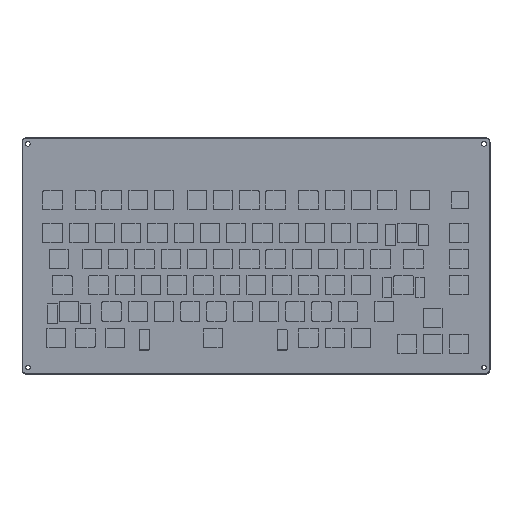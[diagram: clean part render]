
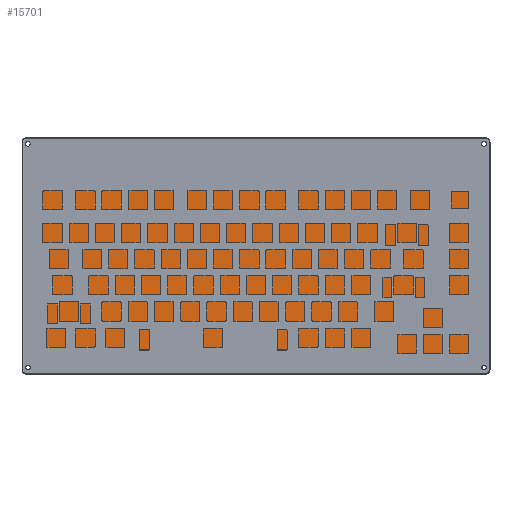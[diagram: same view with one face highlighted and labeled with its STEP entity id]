
A CAD part, top view. The second image highlights one B-rep face of the part: STEP entity #15701.
In plain terms, the highlighted planar face has unit normal (0, 0, 1).
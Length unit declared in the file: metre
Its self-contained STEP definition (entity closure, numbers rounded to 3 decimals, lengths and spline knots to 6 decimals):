
#5640=ORIENTED_EDGE('',*,*,#7986,.F.);
#5641=ORIENTED_EDGE('',*,*,#7967,.T.);
#5642=ORIENTED_EDGE('',*,*,#7964,.T.);
#5643=ORIENTED_EDGE('',*,*,#7992,.F.);
#7964=EDGE_CURVE('',#9520,#9519,#11027,.T.);
#7967=EDGE_CURVE('',#9522,#9520,#11030,.T.);
#7986=EDGE_CURVE('',#9522,#9538,#11045,.T.);
#7992=EDGE_CURVE('',#9538,#9519,#11051,.T.);
#9519=VERTEX_POINT('',#26366);
#9520=VERTEX_POINT('',#26368);
#9522=VERTEX_POINT('',#26374);
#9538=VERTEX_POINT('',#26409);
#11027=LINE('',#26367,#12540);
#11030=LINE('',#26373,#12543);
#11045=LINE('',#26411,#12558);
#11051=LINE('',#26422,#12564);
#12540=VECTOR('',#21759,1.);
#12543=VECTOR('',#21764,1.);
#12558=VECTOR('',#21791,1.);
#12564=VECTOR('',#21799,1.);
#13533=EDGE_LOOP('',(#5640,#5641,#5642,#5643));
#14524=FACE_BOUND('',#13533,.T.);
#14939=PLANE('',#17260);
#15701=ADVANCED_FACE('',(#14524),#14939,.T.);
#17260=AXIS2_PLACEMENT_3D('',#26437,#21816,#21817);
#21759=DIRECTION('',(1.,0.,0.));
#21764=DIRECTION('',(0.,-1.,0.));
#21791=DIRECTION('',(1.,0.,0.));
#21799=DIRECTION('',(0.,-1.,0.));
#21816=DIRECTION('',(0.,0.,1.));
#21817=DIRECTION('',(1.,0.,0.));
#26366=CARTESIAN_POINT('',(0.16285,-0.07865,0.003));
#26367=CARTESIAN_POINT('',(0.,-0.07865,0.003));
#26368=CARTESIAN_POINT('',(-0.16285,-0.07865,0.003));
#26373=CARTESIAN_POINT('',(-0.16285,0.,0.003));
#26374=CARTESIAN_POINT('',(-0.16285,0.07865,0.003));
#26409=CARTESIAN_POINT('',(0.16285,0.07865,0.003));
#26411=CARTESIAN_POINT('',(0.,0.07865,0.003));
#26422=CARTESIAN_POINT('',(0.16285,0.,0.003));
#26437=CARTESIAN_POINT('',(0.,0.,0.003));
